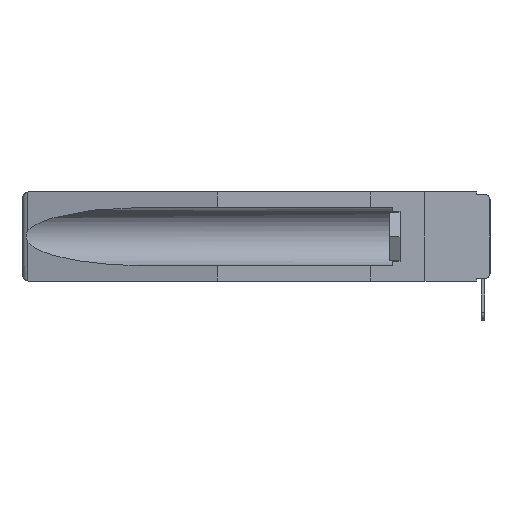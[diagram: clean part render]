
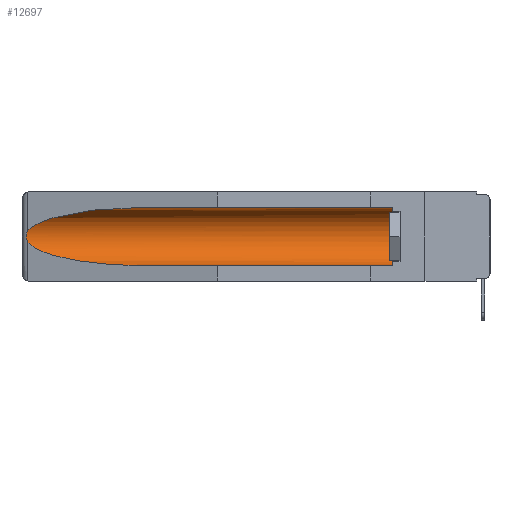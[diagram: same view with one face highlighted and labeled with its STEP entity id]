
A CAD part, left-side view. The second image highlights one B-rep face of the part: STEP entity #12697.
In plain terms, the highlighted cylindrical face has radius 2.857 mm (diameter 5.715 mm), a partial arc.
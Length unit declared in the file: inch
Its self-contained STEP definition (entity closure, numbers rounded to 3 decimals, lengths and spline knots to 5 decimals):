
#310 = LINE ( 'NONE', #6266, #3582 ) ;
#933 = CARTESIAN_POINT ( 'NONE',  ( 0.155, -0.30754, -0.059 ) ) ;
#1204 = CARTESIAN_POINT ( 'NONE',  ( 0.26537, 1.52718, -0.14972 ) ) ;
#1404 = CARTESIAN_POINT ( 'NONE',  ( 0.26655, 1.53094, -0.18657 ) ) ;
#2068 = FACE_OUTER_BOUND ( 'NONE', #13564, .T. ) ;
#2772 = EDGE_CURVE ( 'NONE', #11841, #8764, #19089, .T. ) ;
#3582 = VECTOR ( 'NONE', #14359, 39.37008 ) ;
#3795 = ORIENTED_EDGE ( 'NONE', *, *, #5026, .T. ) ;
#5026 = EDGE_CURVE ( 'NONE', #8764, #8835, #18604, .T. ) ;
#6005 = CIRCLE ( 'NONE', #12782, 0.1125 ) ;
#6266 = CARTESIAN_POINT ( 'NONE',  ( 0.155, -0.30754, -0.284 ) ) ;
#6615 = DIRECTION ( 'NONE',  ( 0., 0., 1. ) ) ;
#7276 = VERTEX_POINT ( 'NONE', #12946 ) ;
#7622 = CARTESIAN_POINT ( 'NONE',  ( 0.21114, 1.30732, -0.059 ) ) ;
#8693 = ORIENTED_EDGE ( 'NONE', *, *, #22493, .F. ) ;
#8764 = VERTEX_POINT ( 'NONE', #22247 ) ;
#8835 = VERTEX_POINT ( 'NONE', #1204 ) ;
#9006 = DIRECTION ( 'NONE',  ( 0., 1., 0. ) ) ;
#9244 = EDGE_CURVE ( 'NONE', #8835, #21442, #17755, .T. ) ;
#9473 = AXIS2_PLACEMENT_3D ( 'NONE', #19690, #11735, #9746 ) ;
#9746 = DIRECTION ( 'NONE',  ( 0., 0., 1. ) ) ;
#9871 = CARTESIAN_POINT ( 'NONE',  ( 0.26597, 1.52961, -0.15275 ) ) ;
#10374 = CARTESIAN_POINT ( 'NONE',  ( 0.25451, 1.48313, -0.24835 ) ) ;
#10471 = CARTESIAN_POINT ( 'NONE',  ( 0.155, 0.126, -0.1715 ) ) ;
#10501 = CARTESIAN_POINT ( 'NONE',  ( 0.21114, 1.30732, -0.284 ) ) ;
#11468 = CARTESIAN_POINT ( 'NONE',  ( 0.2673, 1.53269, -0.17917 ) ) ;
#11598 = CYLINDRICAL_SURFACE ( 'NONE', #9473, 0.1125 ) ;
#11730 = CARTESIAN_POINT ( 'NONE',  ( 0.155, 1.07973, -0.059 ) ) ;
#11735 = DIRECTION ( 'NONE',  ( 0., 1., 0. ) ) ;
#11806 = VECTOR ( 'NONE', #9006, 39.37008 ) ;
#11841 = VERTEX_POINT ( 'NONE', #21886 ) ;
#11861 = CARTESIAN_POINT ( 'NONE',  ( 0.26537, 1.52718, -0.14972 ) ) ;
#12352 = CARTESIAN_POINT ( 'NONE',  ( 0.26537, 1.52718, -0.19328 ) ) ;
#12697 = ADVANCED_FACE ( 'NONE', ( #2068 ), #11598, .F. ) ;
#12782 = AXIS2_PLACEMENT_3D ( 'NONE', #10471, #18556, #6615 ) ;
#12946 = CARTESIAN_POINT ( 'NONE',  ( 0.155, 0.126, -0.284 ) ) ;
#13564 = EDGE_LOOP ( 'NONE', ( #3795, #18865, #14988, #8693, #24480, #23426 ) ) ;
#14359 = DIRECTION ( 'NONE',  ( 0., 1., 0. ) ) ;
#14988 = ORIENTED_EDGE ( 'NONE', *, *, #23687, .T. ) ;
#15835 = CARTESIAN_POINT ( 'NONE',  ( 0.2673, 1.5327, -0.16383 ) ) ;
#15836 = CARTESIAN_POINT ( 'NONE',  ( 0.25451, 1.48313, -0.09465 ) ) ;
#15887 =( BOUNDED_CURVE ( )  B_SPLINE_CURVE ( 3, ( #24448, #10374, #10501, #18326 ),
 .UNSPECIFIED., .F., .F. ) 
 B_SPLINE_CURVE_WITH_KNOTS ( ( 4, 4 ),
 ( 0.1948, 1.5708 ),
 .UNSPECIFIED. ) 
 CURVE ( )  GEOMETRIC_REPRESENTATION_ITEM ( )  RATIONAL_B_SPLINE_CURVE ( ( 1., 0.848, 0.848, 1. ) ) 
 REPRESENTATION_ITEM ( '' )  );
#16767 = CARTESIAN_POINT ( 'NONE',  ( 0.155, 1.07973, -0.284 ) ) ;
#17608 = EDGE_CURVE ( 'NONE', #7276, #11841, #6005, .T. ) ;
#17755 = B_SPLINE_CURVE_WITH_KNOTS ( 'NONE', 3,
 ( #24208, #9871, #19559, #15835, #19825, #17950, #11468, #1404, #19687, #18091 ),
 .UNSPECIFIED., .F., .F.,
 ( 4, 2, 2, 2, 4 ),
 ( 0., 0.00029, 0.00058, 0.00087, 0.00117 ),
 .UNSPECIFIED. ) ;
#17950 = CARTESIAN_POINT ( 'NONE',  ( 0.2675, 1.53308, -0.17534 ) ) ;
#18091 = CARTESIAN_POINT ( 'NONE',  ( 0.26537, 1.52718, -0.19328 ) ) ;
#18326 = CARTESIAN_POINT ( 'NONE',  ( 0.155, 1.07973, -0.284 ) ) ;
#18556 = DIRECTION ( 'NONE',  ( 0., -1., 0. ) ) ;
#18604 =( BOUNDED_CURVE ( )  B_SPLINE_CURVE ( 3, ( #11730, #7622, #15836, #11861 ),
 .UNSPECIFIED., .F., .F. ) 
 B_SPLINE_CURVE_WITH_KNOTS ( ( 4, 4 ),
 ( 4.71239, 6.08839 ),
 .UNSPECIFIED. ) 
 CURVE ( )  GEOMETRIC_REPRESENTATION_ITEM ( )  RATIONAL_B_SPLINE_CURVE ( ( 1., 0.848, 0.848, 1. ) ) 
 REPRESENTATION_ITEM ( '' )  );
#18865 = ORIENTED_EDGE ( 'NONE', *, *, #9244, .T. ) ;
#19089 = LINE ( 'NONE', #933, #11806 ) ;
#19559 = CARTESIAN_POINT ( 'NONE',  ( 0.26654, 1.53092, -0.15636 ) ) ;
#19565 = VERTEX_POINT ( 'NONE', #16767 ) ;
#19687 = CARTESIAN_POINT ( 'NONE',  ( 0.26597, 1.5296, -0.19026 ) ) ;
#19690 = CARTESIAN_POINT ( 'NONE',  ( 0.155, -0.30754, -0.1715 ) ) ;
#19825 = CARTESIAN_POINT ( 'NONE',  ( 0.2675, 1.53308, -0.16763 ) ) ;
#21442 = VERTEX_POINT ( 'NONE', #12352 ) ;
#21886 = CARTESIAN_POINT ( 'NONE',  ( 0.155, 0.126, -0.059 ) ) ;
#22247 = CARTESIAN_POINT ( 'NONE',  ( 0.155, 1.07973, -0.059 ) ) ;
#22493 = EDGE_CURVE ( 'NONE', #7276, #19565, #310, .T. ) ;
#23426 = ORIENTED_EDGE ( 'NONE', *, *, #2772, .T. ) ;
#23687 = EDGE_CURVE ( 'NONE', #21442, #19565, #15887, .T. ) ;
#24208 = CARTESIAN_POINT ( 'NONE',  ( 0.26537, 1.52718, -0.14972 ) ) ;
#24448 = CARTESIAN_POINT ( 'NONE',  ( 0.26537, 1.52718, -0.19328 ) ) ;
#24480 = ORIENTED_EDGE ( 'NONE', *, *, #17608, .T. ) ;
